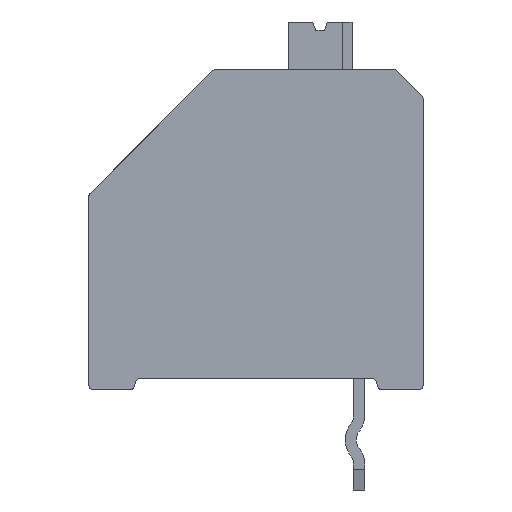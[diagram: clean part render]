
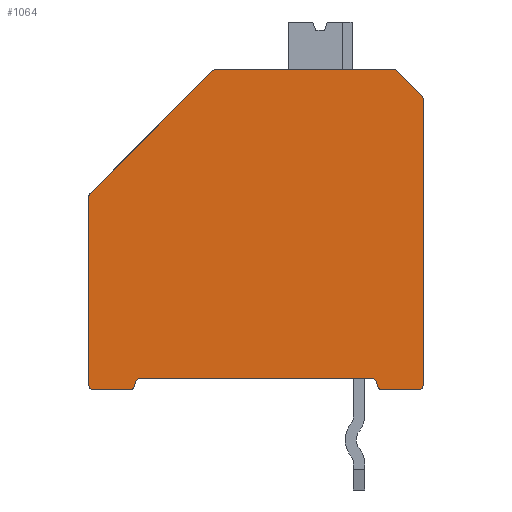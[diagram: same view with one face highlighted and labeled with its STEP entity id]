
A CAD part, front view. The second image highlights one B-rep face of the part: STEP entity #1064.
In plain terms, the highlighted planar face has unit normal (0, -1, 0).
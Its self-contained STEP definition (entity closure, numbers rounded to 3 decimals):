
#1064 = ADVANCED_FACE( '', ( #2311 ), #2312, .T. );
#2311 = FACE_OUTER_BOUND( '', #3778, .T. );
#2312 = PLANE( '', #3779 );
#3778 = EDGE_LOOP( '', ( #6786, #6787, #6788, #6789, #6790, #6791, #6792, #6793, #6794, #6795, #6796, #6797, #6798, #6799, #6800, #6801, #6802, #6803, #6804, #6805 ) );
#3779 = AXIS2_PLACEMENT_3D( '', #6806, #6807, #6808 );
#6786 = ORIENTED_EDGE( '', *, *, #10311, .F. );
#6787 = ORIENTED_EDGE( '', *, *, #9821, .T. );
#6788 = ORIENTED_EDGE( '', *, *, #10312, .F. );
#6789 = ORIENTED_EDGE( '', *, *, #10308, .T. );
#6790 = ORIENTED_EDGE( '', *, *, #10313, .F. );
#6791 = ORIENTED_EDGE( '', *, *, #10314, .T. );
#6792 = ORIENTED_EDGE( '', *, *, #10315, .T. );
#6793 = ORIENTED_EDGE( '', *, *, #10240, .T. );
#6794 = ORIENTED_EDGE( '', *, *, #9918, .F. );
#6795 = ORIENTED_EDGE( '', *, *, #10316, .T. );
#6796 = ORIENTED_EDGE( '', *, *, #10317, .T. );
#6797 = ORIENTED_EDGE( '', *, *, #10318, .F. );
#6798 = ORIENTED_EDGE( '', *, *, #10319, .T. );
#6799 = ORIENTED_EDGE( '', *, *, #10320, .F. );
#6800 = ORIENTED_EDGE( '', *, *, #10321, .T. );
#6801 = ORIENTED_EDGE( '', *, *, #10322, .T. );
#6802 = ORIENTED_EDGE( '', *, *, #9877, .F. );
#6803 = ORIENTED_EDGE( '', *, *, #10217, .T. );
#6804 = ORIENTED_EDGE( '', *, *, #10323, .T. );
#6805 = ORIENTED_EDGE( '', *, *, #10324, .T. );
#6806 = CARTESIAN_POINT( '', ( 0., -19., 0. ) );
#6807 = DIRECTION( '', ( 0., -1., 0. ) );
#6808 = DIRECTION( '', ( 0., 0., -1. ) );
#9821 = EDGE_CURVE( '', #12174, #12178, #12180, .T. );
#9877 = EDGE_CURVE( '', #12269, #12264, #12271, .T. );
#9918 = EDGE_CURVE( '', #12332, #12328, #12334, .T. );
#10217 = EDGE_CURVE( '', #12269, #12760, #12762, .T. );
#10240 = EDGE_CURVE( '', #12790, #12328, #12793, .T. );
#10308 = EDGE_CURVE( '', #12876, #12874, #12877, .T. );
#10311 = EDGE_CURVE( '', #12174, #12880, #12881, .T. );
#10312 = EDGE_CURVE( '', #12876, #12178, #12882, .T. );
#10313 = EDGE_CURVE( '', #12883, #12874, #12884, .T. );
#10314 = EDGE_CURVE( '', #12883, #12885, #12886, .T. );
#10315 = EDGE_CURVE( '', #12885, #12790, #12887, .T. );
#10316 = EDGE_CURVE( '', #12332, #12888, #12889, .T. );
#10317 = EDGE_CURVE( '', #12888, #12890, #12891, .T. );
#10318 = EDGE_CURVE( '', #12892, #12890, #12893, .T. );
#10319 = EDGE_CURVE( '', #12892, #12894, #12895, .T. );
#10320 = EDGE_CURVE( '', #12896, #12894, #12897, .T. );
#10321 = EDGE_CURVE( '', #12896, #12898, #12899, .T. );
#10322 = EDGE_CURVE( '', #12898, #12264, #12900, .T. );
#10323 = EDGE_CURVE( '', #12760, #12901, #12902, .T. );
#10324 = EDGE_CURVE( '', #12901, #12880, #12903, .T. );
#12174 = VERTEX_POINT( '', #15352 );
#12178 = VERTEX_POINT( '', #15357 );
#12180 = CIRCLE( '', #15360, 0.17 );
#12264 = VERTEX_POINT( '', #15477 );
#12269 = VERTEX_POINT( '', #15484 );
#12271 = LINE( '', #15487, #15488 );
#12328 = VERTEX_POINT( '', #15563 );
#12332 = VERTEX_POINT( '', #15569 );
#12334 = LINE( '', #15572, #15573 );
#12760 = VERTEX_POINT( '', #16242 );
#12762 = CIRCLE( '', #16245, 0.17 );
#12790 = VERTEX_POINT( '', #16283 );
#12793 = CIRCLE( '', #16287, 0.17 );
#12874 = VERTEX_POINT( '', #16403 );
#12876 = VERTEX_POINT( '', #16406 );
#12877 = CIRCLE( '', #16407, 0.17 );
#12880 = VERTEX_POINT( '', #16411 );
#12881 = LINE( '', #16412, #16413 );
#12882 = LINE( '', #16414, #16415 );
#12883 = VERTEX_POINT( '', #16416 );
#12884 = LINE( '', #16417, #16418 );
#12885 = VERTEX_POINT( '', #16419 );
#12886 = CIRCLE( '', #16420, 0.17 );
#12887 = LINE( '', #16421, #16422 );
#12888 = VERTEX_POINT( '', #16423 );
#12889 = CIRCLE( '', #16424, 0.17 );
#12890 = VERTEX_POINT( '', #16425 );
#12891 = LINE( '', #16426, #16427 );
#12892 = VERTEX_POINT( '', #16428 );
#12893 = CIRCLE( '', #16429, 0.17 );
#12894 = VERTEX_POINT( '', #16430 );
#12895 = LINE( '', #16431, #16432 );
#12896 = VERTEX_POINT( '', #16433 );
#12897 = CIRCLE( '', #16434, 0.17 );
#12898 = VERTEX_POINT( '', #16435 );
#12899 = LINE( '', #16436, #16437 );
#12900 = CIRCLE( '', #16438, 0.17 );
#12901 = VERTEX_POINT( '', #16439 );
#12902 = LINE( '', #16440, #16441 );
#12903 = CIRCLE( '', #16442, 0.17 );
#15352 = CARTESIAN_POINT( '', ( 11.05, -19., 11.28 ) );
#15357 = CARTESIAN_POINT( '', ( 10.93, -19., 11.33 ) );
#15360 = AXIS2_PLACEMENT_3D( '', #18215, #18216, #18217 );
#15477 = CARTESIAN_POINT( '', ( 10.53, -19., -0.17 ) );
#15484 = CARTESIAN_POINT( '', ( 11.83, -19., -0.17 ) );
#15487 = CARTESIAN_POINT( '', ( 6., -19., -0.17 ) );
#15488 = VECTOR( '', #18272, 1000. );
#15563 = CARTESIAN_POINT( '', ( 0.17, -19., -0.17 ) );
#15569 = CARTESIAN_POINT( '', ( 1.47, -19., -0.17 ) );
#15572 = CARTESIAN_POINT( '', ( 6., -19., -0.17 ) );
#15573 = VECTOR( '', #18321, 1000. );
#16242 = CARTESIAN_POINT( '', ( 12., -19., 0. ) );
#16245 = AXIS2_PLACEMENT_3D( '', #18629, #18630, #18631 );
#16283 = CARTESIAN_POINT( '', ( 0., -19., 0. ) );
#16287 = AXIS2_PLACEMENT_3D( '', #18655, #18656, #18657 );
#16403 = CARTESIAN_POINT( '', ( 4.45, -19., 11.28 ) );
#16406 = CARTESIAN_POINT( '', ( 4.57, -19., 11.33 ) );
#16407 = AXIS2_PLACEMENT_3D( '', #18712, #18713, #18714 );
#16411 = CARTESIAN_POINT( '', ( 11.95, -19., 10.38 ) );
#16412 = CARTESIAN_POINT( '', ( 11.5, -19., 10.83 ) );
#16413 = VECTOR( '', #18716, 1000. );
#16414 = CARTESIAN_POINT( '', ( 4.5, -19., 11.33 ) );
#16415 = VECTOR( '', #18717, 1000. );
#16416 = CARTESIAN_POINT( '', ( 0.05, -19., 6.88 ) );
#16417 = CARTESIAN_POINT( '', ( 1.847, -19., 8.677 ) );
#16418 = VECTOR( '', #18718, 1000. );
#16419 = CARTESIAN_POINT( '', ( 0., -19., 6.76 ) );
#16420 = AXIS2_PLACEMENT_3D( '', #18719, #18720, #18721 );
#16421 = CARTESIAN_POINT( '', ( 0., -19., 13.03 ) );
#16422 = VECTOR( '', #18722, 1000. );
#16423 = CARTESIAN_POINT( '', ( 1.634, -19., -0.044 ) );
#16424 = AXIS2_PLACEMENT_3D( '', #18723, #18724, #18725 );
#16425 = CARTESIAN_POINT( '', ( 1.673, -19., 0.104 ) );
#16426 = CARTESIAN_POINT( '', ( 1.707, -19., 0.23 ) );
#16427 = VECTOR( '', #18726, 1000. );
#16428 = CARTESIAN_POINT( '', ( 1.838, -19., 0.23 ) );
#16429 = AXIS2_PLACEMENT_3D( '', #18727, #18728, #18729 );
#16430 = CARTESIAN_POINT( '', ( 10.162, -19., 0.23 ) );
#16431 = CARTESIAN_POINT( '', ( 8.312, -19., 0.23 ) );
#16432 = VECTOR( '', #18730, 1000. );
#16433 = CARTESIAN_POINT( '', ( 10.327, -19., 0.104 ) );
#16434 = AXIS2_PLACEMENT_3D( '', #18731, #18732, #18733 );
#16435 = CARTESIAN_POINT( '', ( 10.366, -19., -0.044 ) );
#16436 = CARTESIAN_POINT( '', ( 10.774, -19., -1.566 ) );
#16437 = VECTOR( '', #18734, 1000. );
#16438 = AXIS2_PLACEMENT_3D( '', #18735, #18736, #18737 );
#16439 = CARTESIAN_POINT( '', ( 12., -19., 10.26 ) );
#16440 = CARTESIAN_POINT( '', ( 12., -19., -3.77 ) );
#16441 = VECTOR( '', #18738, 1000. );
#16442 = AXIS2_PLACEMENT_3D( '', #18739, #18740, #18741 );
#18215 = CARTESIAN_POINT( '', ( 10.93, -19., 11.16 ) );
#18216 = DIRECTION( '', ( 0., -1., 0. ) );
#18217 = DIRECTION( '', ( 0., 0., -1. ) );
#18272 = DIRECTION( '', ( -1., 0., 0. ) );
#18321 = DIRECTION( '', ( -1., 0., 0. ) );
#18629 = CARTESIAN_POINT( '', ( 11.83, -19., 0. ) );
#18630 = DIRECTION( '', ( 0., -1., 0. ) );
#18631 = DIRECTION( '', ( 0., 0., -1. ) );
#18655 = CARTESIAN_POINT( '', ( 0.17, -19., 0. ) );
#18656 = DIRECTION( '', ( 0., -1., 0. ) );
#18657 = DIRECTION( '', ( 0., 0., -1. ) );
#18712 = CARTESIAN_POINT( '', ( 4.57, -19., 11.16 ) );
#18713 = DIRECTION( '', ( 0., -1., 0. ) );
#18714 = DIRECTION( '', ( 0., 0., -1. ) );
#18716 = DIRECTION( '', ( 0.707, 0., -0.707 ) );
#18717 = DIRECTION( '', ( 1., 0., 0. ) );
#18718 = DIRECTION( '', ( 0.707, 0., 0.707 ) );
#18719 = CARTESIAN_POINT( '', ( 0.17, -19., 6.76 ) );
#18720 = DIRECTION( '', ( 0., -1., 0. ) );
#18721 = DIRECTION( '', ( 0., 0., -1. ) );
#18722 = DIRECTION( '', ( 0., 0., -1. ) );
#18723 = CARTESIAN_POINT( '', ( 1.47, -19., 0. ) );
#18724 = DIRECTION( '', ( 0., -1., 0. ) );
#18725 = DIRECTION( '', ( 0., 0., -1. ) );
#18726 = DIRECTION( '', ( 0.259, 0., 0.966 ) );
#18727 = CARTESIAN_POINT( '', ( 1.838, -19., 0.06 ) );
#18728 = DIRECTION( '', ( 0., -1., 0. ) );
#18729 = DIRECTION( '', ( 0., 0., -1. ) );
#18730 = DIRECTION( '', ( 1., 0., 0. ) );
#18731 = CARTESIAN_POINT( '', ( 10.162, -19., 0.06 ) );
#18732 = DIRECTION( '', ( 0., -1., 0. ) );
#18733 = DIRECTION( '', ( 0., 0., -1. ) );
#18734 = DIRECTION( '', ( 0.259, 0., -0.966 ) );
#18735 = CARTESIAN_POINT( '', ( 10.53, -19., 0. ) );
#18736 = DIRECTION( '', ( 0., -1., 0. ) );
#18737 = DIRECTION( '', ( 0., 0., -1. ) );
#18738 = DIRECTION( '', ( 0., 0., 1. ) );
#18739 = CARTESIAN_POINT( '', ( 11.83, -19., 10.26 ) );
#18740 = DIRECTION( '', ( 0., -1., 0. ) );
#18741 = DIRECTION( '', ( 0., 0., -1. ) );
